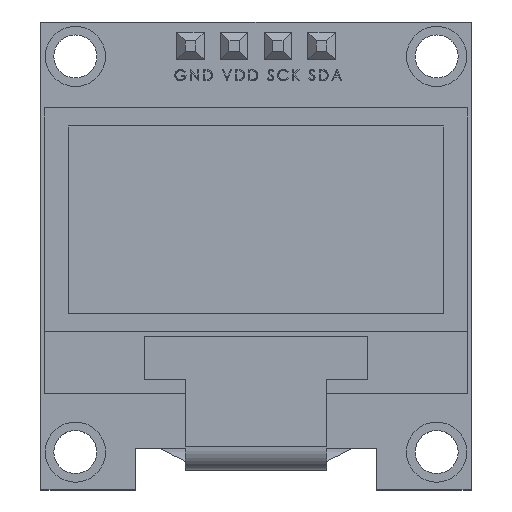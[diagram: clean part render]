
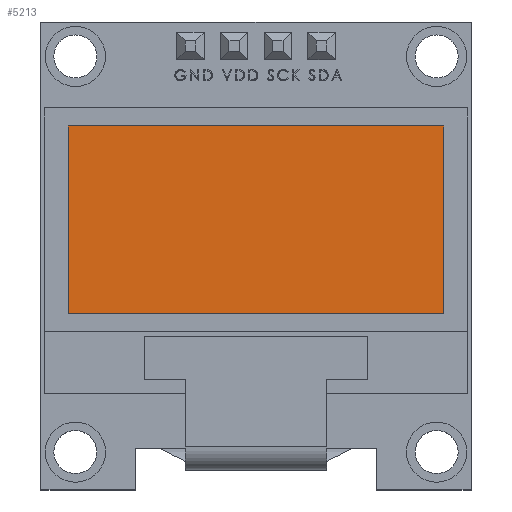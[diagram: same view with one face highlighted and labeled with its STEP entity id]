
A CAD part, top view. The second image highlights one B-rep face of the part: STEP entity #5213.
In plain terms, the highlighted planar face has unit normal (0, 0, 1).
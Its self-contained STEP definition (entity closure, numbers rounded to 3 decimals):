
#1133 = CARTESIAN_POINT ( 'NONE',  ( 10.905, -6.048, 2.699 ) ) ;
#1177 = CARTESIAN_POINT ( 'NONE',  ( -10.905, -16.952, 2.699 ) ) ;
#2664 = ORIENTED_EDGE ( 'NONE', *, *, #19610, .T. ) ;
#2801 = ORIENTED_EDGE ( 'NONE', *, *, #12389, .T. ) ;
#3701 = VERTEX_POINT ( 'NONE', #20531 ) ;
#3828 = DIRECTION ( 'NONE',  ( 0., -1., 0. ) ) ;
#3983 = PLANE ( 'NONE',  #15929 ) ;
#5213 = ADVANCED_FACE ( 'NONE', ( #19660 ), #3983, .T. ) ;
#5341 = VECTOR ( 'NONE', #6015, 1000. ) ;
#6015 = DIRECTION ( 'NONE',  ( -1., 0., 0. ) ) ;
#6956 = VECTOR ( 'NONE', #3828, 1000. ) ;
#7441 = DIRECTION ( 'NONE',  ( 1., 0., 0. ) ) ;
#7715 = VERTEX_POINT ( 'NONE', #10677 ) ;
#8877 = ORIENTED_EDGE ( 'NONE', *, *, #12901, .T. ) ;
#9657 = VERTEX_POINT ( 'NONE', #18373 ) ;
#10677 = CARTESIAN_POINT ( 'NONE',  ( -10.905, -16.952, 2.699 ) ) ;
#11400 = LINE ( 'NONE', #15586, #6956 ) ;
#11977 = CARTESIAN_POINT ( 'NONE',  ( 10.905, -16.952, 2.699 ) ) ;
#12105 = DIRECTION ( 'NONE',  ( 0., 1., 0. ) ) ;
#12389 = EDGE_CURVE ( 'NONE', #7715, #9657, #15422, .T. ) ;
#12901 = EDGE_CURVE ( 'NONE', #9657, #21308, #14378, .T. ) ;
#14378 = LINE ( 'NONE', #11977, #18827 ) ;
#14631 = DIRECTION ( 'NONE',  ( 1., 0., 0. ) ) ;
#14885 = VECTOR ( 'NONE', #14631, 1000. ) ;
#15104 = ORIENTED_EDGE ( 'NONE', *, *, #20854, .T. ) ;
#15315 = EDGE_LOOP ( 'NONE', ( #15104, #2664, #2801, #8877 ) ) ;
#15422 = LINE ( 'NONE', #1177, #14885 ) ;
#15586 = CARTESIAN_POINT ( 'NONE',  ( -10.905, -6.048, 2.699 ) ) ;
#15743 = CARTESIAN_POINT ( 'NONE',  ( 10.905, -6.048, 2.699 ) ) ;
#15747 = CARTESIAN_POINT ( 'NONE',  ( 0., 0., 2.699 ) ) ;
#15929 = AXIS2_PLACEMENT_3D ( 'NONE', #15747, #17439, #7441 ) ;
#17082 = LINE ( 'NONE', #1133, #5341 ) ;
#17439 = DIRECTION ( 'NONE',  ( 0., 0., 1. ) ) ;
#18373 = CARTESIAN_POINT ( 'NONE',  ( 10.905, -16.952, 2.699 ) ) ;
#18827 = VECTOR ( 'NONE', #12105, 1000. ) ;
#19610 = EDGE_CURVE ( 'NONE', #3701, #7715, #11400, .T. ) ;
#19660 = FACE_OUTER_BOUND ( 'NONE', #15315, .T. ) ;
#20531 = CARTESIAN_POINT ( 'NONE',  ( -10.905, -6.048, 2.699 ) ) ;
#20854 = EDGE_CURVE ( 'NONE', #21308, #3701, #17082, .T. ) ;
#21308 = VERTEX_POINT ( 'NONE', #15743 ) ;
